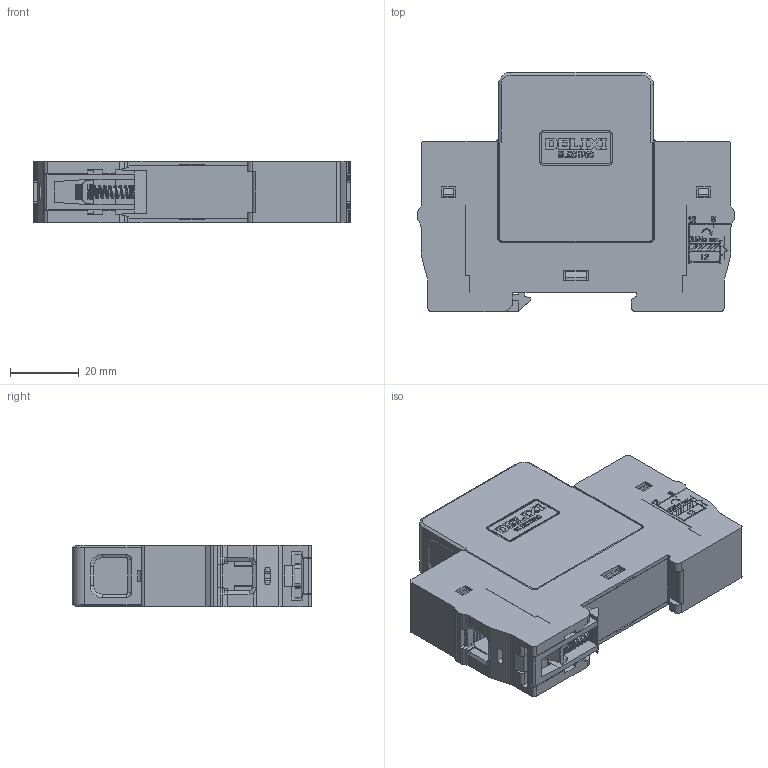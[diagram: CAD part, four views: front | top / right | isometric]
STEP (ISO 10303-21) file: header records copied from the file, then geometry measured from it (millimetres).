
FILE_DESCRIPTION((''),'2;1');
FILE_NAME('1P_SW000001','2025-06-20T',('weiren.liu'),(''),'PRO/ENGINEER BY PARAMETRIC TECHNOLOGY CORPORATION, 2017170','PRO/ENGINEER BY PARAMETRIC TECHNOLOGY CORPORATION, 2017170','');
FILE_SCHEMA(('CONFIG_CONTROL_DESIGN'));
Products named in the file (1): 1P_SW000001
Bounding box: 92 x 69.5 x 17.8 mm (x, y, z)
Volume: 44823.5 mm3; surface area: 53870.5 mm2
Topology: 1 solids, 1 shells, 3010 faces, 8669 edges, 5702 vertices
Faces by surface type: plane 2611, cylinder 323, cone 28, torus 24, bspline 16, sphere 8
Entity records: 103244 total; most frequent: CARTESIAN_POINT 23797, ORIENTED_EDGE 17334, DIRECTION 15179, EDGE_CURVE 8667, VECTOR 7721, LINE 7721, VERTEX_POINT 5702, AXIS2_PLACEMENT_3D 3729
